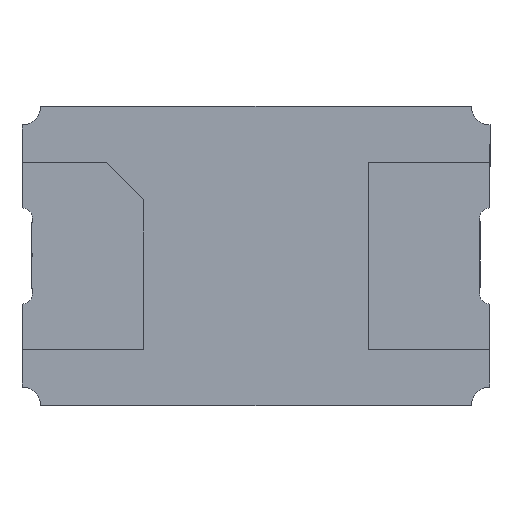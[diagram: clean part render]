
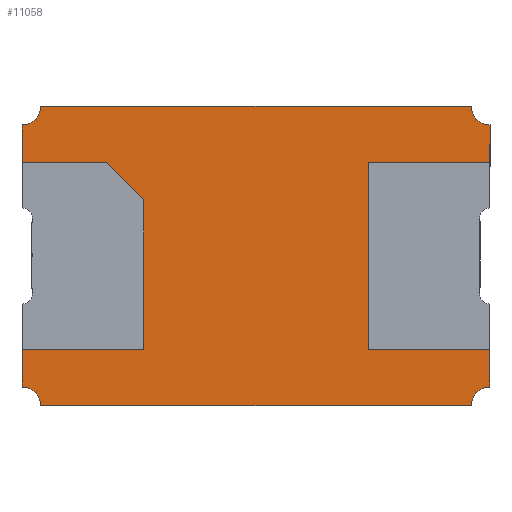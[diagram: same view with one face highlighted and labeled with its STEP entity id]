
A CAD part, front view. The second image highlights one B-rep face of the part: STEP entity #11058.
In plain terms, the highlighted planar face has unit normal (0, -1, 0).
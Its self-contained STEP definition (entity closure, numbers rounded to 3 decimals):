
#9 = VERTEX_POINT ( 'NONE', #11512 ) ;
#102 = VERTEX_POINT ( 'NONE', #9847 ) ;
#213 = AXIS2_PLACEMENT_3D ( 'NONE', #7966, #7715, #3411 ) ;
#231 = DIRECTION ( 'NONE',  ( 0., 1., 0. ) ) ;
#343 = FACE_OUTER_BOUND ( 'NONE', #9963, .T. ) ;
#437 = CARTESIAN_POINT ( 'NONE',  ( 2.147, 0., 0.028 ) ) ;
#462 = VERTEX_POINT ( 'NONE', #1720 ) ;
#542 = CARTESIAN_POINT ( 'NONE',  ( -0.253, 0., 1.628 ) ) ;
#583 = DIRECTION ( 'NONE',  ( 0., 0., 1. ) ) ;
#746 = CARTESIAN_POINT ( 'NONE',  ( -1.553, 0., -0.372 ) ) ;
#757 = LINE ( 'NONE', #3480, #6037 ) ;
#945 = ORIENTED_EDGE ( 'NONE', *, *, #11813, .F. ) ;
#993 = DIRECTION ( 'NONE',  ( -1., 0., 0. ) ) ;
#1005 = DIRECTION ( 'NONE',  ( 1., 0., 0. ) ) ;
#1086 = AXIS2_PLACEMENT_3D ( 'NONE', #9889, #8043, #583 ) ;
#1099 = LINE ( 'NONE', #9168, #2919 ) ;
#1270 = CARTESIAN_POINT ( 'NONE',  ( 3.447, 0., 1.548 ) ) ;
#1272 = ORIENTED_EDGE ( 'NONE', *, *, #10462, .F. ) ;
#1488 = LINE ( 'NONE', #5911, #9106 ) ;
#1497 = CIRCLE ( 'NONE', #3591, 0.2 ) ;
#1644 = CARTESIAN_POINT ( 'NONE',  ( 3.447, 0., 2.428 ) ) ;
#1720 = CARTESIAN_POINT ( 'NONE',  ( -1.353, 0., 2.628 ) ) ;
#1794 = ORIENTED_EDGE ( 'NONE', *, *, #9490, .F. ) ;
#1883 = CARTESIAN_POINT ( 'NONE',  ( -1.553, 0., 0.028 ) ) ;
#1956 = ORIENTED_EDGE ( 'NONE', *, *, #5178, .F. ) ;
#1981 = CARTESIAN_POINT ( 'NONE',  ( 2.147, 0., 2.028 ) ) ;
#1992 = DIRECTION ( 'NONE',  ( 1., 0., 0. ) ) ;
#2055 = LINE ( 'NONE', #1883, #4907 ) ;
#2150 = CARTESIAN_POINT ( 'NONE',  ( 3.447, 0., 2.028 ) ) ;
#2233 = VERTEX_POINT ( 'NONE', #9284 ) ;
#2258 = VERTEX_POINT ( 'NONE', #3040 ) ;
#2471 = VECTOR ( 'NONE', #10546, 1000. ) ;
#2521 = DIRECTION ( 'NONE',  ( 0., 0., 1. ) ) ;
#2539 = CARTESIAN_POINT ( 'NONE',  ( 3.447, 0., 2.028 ) ) ;
#2570 = VECTOR ( 'NONE', #7110, 1000. ) ;
#2596 = CIRCLE ( 'NONE', #1086, 0.2 ) ;
#2919 = VECTOR ( 'NONE', #4741, 1000. ) ;
#2964 = DIRECTION ( 'NONE',  ( 0., -1., 0. ) ) ;
#2975 = DIRECTION ( 'NONE',  ( 0., -1., 0. ) ) ;
#3040 = CARTESIAN_POINT ( 'NONE',  ( 3.247, 0., 2.628 ) ) ;
#3161 = EDGE_CURVE ( 'NONE', #9374, #5015, #1099, .T. ) ;
#3219 = EDGE_CURVE ( 'NONE', #4662, #9966, #4847, .T. ) ;
#3411 = DIRECTION ( 'NONE',  ( 0., 0., 1. ) ) ;
#3455 = CARTESIAN_POINT ( 'NONE',  ( -1.553, 0., 2.028 ) ) ;
#3472 = CARTESIAN_POINT ( 'NONE',  ( -0.653, 0., 2.028 ) ) ;
#3480 = CARTESIAN_POINT ( 'NONE',  ( -1.553, 0., -0.372 ) ) ;
#3512 = LINE ( 'NONE', #9972, #11008 ) ;
#3542 = VERTEX_POINT ( 'NONE', #8848 ) ;
#3591 = AXIS2_PLACEMENT_3D ( 'NONE', #7516, #2964, #11043 ) ;
#3697 = DIRECTION ( 'NONE',  ( 0., 0., 1. ) ) ;
#4039 = VERTEX_POINT ( 'NONE', #746 ) ;
#4055 = CARTESIAN_POINT ( 'NONE',  ( -1.553, 0., 2.028 ) ) ;
#4137 = DIRECTION ( 'NONE',  ( 0., 0., 1. ) ) ;
#4264 = ORIENTED_EDGE ( 'NONE', *, *, #8620, .F. ) ;
#4346 = EDGE_CURVE ( 'NONE', #5590, #9374, #5970, .T. ) ;
#4354 = VECTOR ( 'NONE', #8680, 1000. ) ;
#4489 = ORIENTED_EDGE ( 'NONE', *, *, #8077, .F. ) ;
#4517 = ORIENTED_EDGE ( 'NONE', *, *, #7391, .F. ) ;
#4662 = VERTEX_POINT ( 'NONE', #2539 ) ;
#4741 = DIRECTION ( 'NONE',  ( 0.707, 0., -0.707 ) ) ;
#4847 = LINE ( 'NONE', #2150, #4850 ) ;
#4850 = VECTOR ( 'NONE', #11416, 1000. ) ;
#4907 = VECTOR ( 'NONE', #1005, 1000. ) ;
#5015 = VERTEX_POINT ( 'NONE', #542 ) ;
#5125 = VECTOR ( 'NONE', #1992, 1000. ) ;
#5178 = EDGE_CURVE ( 'NONE', #4039, #5246, #757, .T. ) ;
#5246 = VERTEX_POINT ( 'NONE', #6300 ) ;
#5400 = EDGE_CURVE ( 'NONE', #2233, #5015, #7708, .T. ) ;
#5485 = VERTEX_POINT ( 'NONE', #9983 ) ;
#5488 = VECTOR ( 'NONE', #8725, 1000. ) ;
#5590 = VERTEX_POINT ( 'NONE', #4055 ) ;
#5763 = CARTESIAN_POINT ( 'NONE',  ( -1.353, 0., 2.628 ) ) ;
#5789 = ORIENTED_EDGE ( 'NONE', *, *, #7552, .F. ) ;
#5911 = CARTESIAN_POINT ( 'NONE',  ( 3.447, 0., -0.372 ) ) ;
#5920 = CARTESIAN_POINT ( 'NONE',  ( -0.253, 0., 0.028 ) ) ;
#5970 = LINE ( 'NONE', #3455, #2570 ) ;
#6035 = LINE ( 'NONE', #11405, #5488 ) ;
#6037 = VECTOR ( 'NONE', #2521, 1000. ) ;
#6300 = CARTESIAN_POINT ( 'NONE',  ( -1.553, 0., 0.028 ) ) ;
#6591 = EDGE_CURVE ( 'NONE', #3542, #9329, #11808, .T. ) ;
#6613 = CARTESIAN_POINT ( 'NONE',  ( -1.553, 0., 2.628 ) ) ;
#6673 = AXIS2_PLACEMENT_3D ( 'NONE', #6613, #231, #8461 ) ;
#6683 = VERTEX_POINT ( 'NONE', #1644 ) ;
#6721 = LINE ( 'NONE', #5763, #5125 ) ;
#6739 = ORIENTED_EDGE ( 'NONE', *, *, #4346, .T. ) ;
#6751 = DIRECTION ( 'NONE',  ( 0., 0., -1. ) ) ;
#7110 = DIRECTION ( 'NONE',  ( 1., 0., 0. ) ) ;
#7144 = ORIENTED_EDGE ( 'NONE', *, *, #5400, .F. ) ;
#7207 = CIRCLE ( 'NONE', #8739, 0.2 ) ;
#7391 = EDGE_CURVE ( 'NONE', #9, #5485, #2596, .T. ) ;
#7516 = CARTESIAN_POINT ( 'NONE',  ( -1.553, 0., 2.628 ) ) ;
#7517 = ORIENTED_EDGE ( 'NONE', *, *, #8451, .F. ) ;
#7552 = EDGE_CURVE ( 'NONE', #3542, #9, #1488, .T. ) ;
#7610 = LINE ( 'NONE', #1270, #4354 ) ;
#7708 = LINE ( 'NONE', #5920, #11369 ) ;
#7715 = DIRECTION ( 'NONE',  ( 0., -1., 0. ) ) ;
#7966 = CARTESIAN_POINT ( 'NONE',  ( -1.553, 0., -0.572 ) ) ;
#7985 = LINE ( 'NONE', #8943, #2471 ) ;
#8043 = DIRECTION ( 'NONE',  ( 0., -1., 0. ) ) ;
#8077 = EDGE_CURVE ( 'NONE', #5246, #2233, #2055, .T. ) ;
#8139 = VECTOR ( 'NONE', #993, 1000. ) ;
#8160 = ORIENTED_EDGE ( 'NONE', *, *, #10344, .F. ) ;
#8188 = VERTEX_POINT ( 'NONE', #11751 ) ;
#8451 = EDGE_CURVE ( 'NONE', #6683, #4662, #7610, .T. ) ;
#8461 = DIRECTION ( 'NONE',  ( 0., 0., 1. ) ) ;
#8485 = CARTESIAN_POINT ( 'NONE',  ( 3.447, 0., 2.628 ) ) ;
#8620 = EDGE_CURVE ( 'NONE', #5590, #8188, #6035, .T. ) ;
#8680 = DIRECTION ( 'NONE',  ( 0., 0., -1. ) ) ;
#8725 = DIRECTION ( 'NONE',  ( 0., 0., 1. ) ) ;
#8739 = AXIS2_PLACEMENT_3D ( 'NONE', #8485, #2975, #3697 ) ;
#8758 = EDGE_CURVE ( 'NONE', #9329, #9966, #3512, .T. ) ;
#8848 = CARTESIAN_POINT ( 'NONE',  ( 3.447, 0., 0.028 ) ) ;
#8943 = CARTESIAN_POINT ( 'NONE',  ( -1.353, 0., -0.572 ) ) ;
#9106 = VECTOR ( 'NONE', #6751, 1000. ) ;
#9168 = CARTESIAN_POINT ( 'NONE',  ( -0.653, 0., 2.028 ) ) ;
#9179 = CARTESIAN_POINT ( 'NONE',  ( 3.447, 0., 0.028 ) ) ;
#9284 = CARTESIAN_POINT ( 'NONE',  ( -0.253, 0., 0.028 ) ) ;
#9329 = VERTEX_POINT ( 'NONE', #437 ) ;
#9374 = VERTEX_POINT ( 'NONE', #3472 ) ;
#9490 = EDGE_CURVE ( 'NONE', #2258, #6683, #7207, .T. ) ;
#9772 = ORIENTED_EDGE ( 'NONE', *, *, #8758, .T. ) ;
#9847 = CARTESIAN_POINT ( 'NONE',  ( -1.353, 0., -0.572 ) ) ;
#9889 = CARTESIAN_POINT ( 'NONE',  ( 3.447, 0., -0.572 ) ) ;
#9963 = EDGE_LOOP ( 'NONE', ( #10781, #7517, #1794, #1272, #8160, #4264, #6739, #10530, #7144, #4489, #1956, #11077, #945, #4517, #5789, #10744, #9772 ) ) ;
#9966 = VERTEX_POINT ( 'NONE', #1981 ) ;
#9972 = CARTESIAN_POINT ( 'NONE',  ( 2.147, 0., 0.028 ) ) ;
#9983 = CARTESIAN_POINT ( 'NONE',  ( 3.247, 0., -0.572 ) ) ;
#10344 = EDGE_CURVE ( 'NONE', #8188, #462, #1497, .T. ) ;
#10462 = EDGE_CURVE ( 'NONE', #462, #2258, #6721, .T. ) ;
#10530 = ORIENTED_EDGE ( 'NONE', *, *, #3161, .T. ) ;
#10546 = DIRECTION ( 'NONE',  ( -1., 0., 0. ) ) ;
#10744 = ORIENTED_EDGE ( 'NONE', *, *, #6591, .T. ) ;
#10781 = ORIENTED_EDGE ( 'NONE', *, *, #3219, .F. ) ;
#11008 = VECTOR ( 'NONE', #11595, 1000. ) ;
#11043 = DIRECTION ( 'NONE',  ( 0., 0., 1. ) ) ;
#11058 = ADVANCED_FACE ( 'NONE', ( #343 ), #11379, .F. ) ;
#11067 = CIRCLE ( 'NONE', #213, 0.2 ) ;
#11077 = ORIENTED_EDGE ( 'NONE', *, *, #11338, .F. ) ;
#11338 = EDGE_CURVE ( 'NONE', #102, #4039, #11067, .T. ) ;
#11369 = VECTOR ( 'NONE', #4137, 1000. ) ;
#11379 = PLANE ( 'NONE',  #6673 ) ;
#11405 = CARTESIAN_POINT ( 'NONE',  ( -1.553, 0., 1.548 ) ) ;
#11416 = DIRECTION ( 'NONE',  ( -1., 0., 0. ) ) ;
#11512 = CARTESIAN_POINT ( 'NONE',  ( 3.447, 0., -0.372 ) ) ;
#11595 = DIRECTION ( 'NONE',  ( 0., 0., 1. ) ) ;
#11751 = CARTESIAN_POINT ( 'NONE',  ( -1.553, 0., 2.428 ) ) ;
#11808 = LINE ( 'NONE', #9179, #8139 ) ;
#11813 = EDGE_CURVE ( 'NONE', #5485, #102, #7985, .T. ) ;
